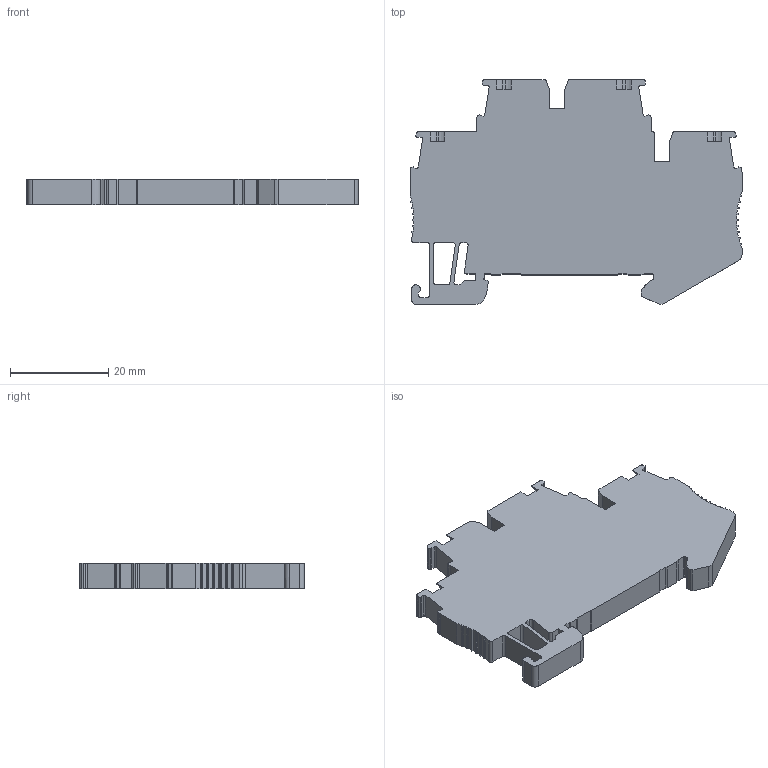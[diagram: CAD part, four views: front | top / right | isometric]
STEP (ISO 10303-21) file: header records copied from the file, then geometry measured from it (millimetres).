
FILE_DESCRIPTION((''),'2;1');
FILE_NAME('UJ5-2_5_2-2JD','2021-11-17T',('Administrator'),(''),'PRO/ENGINEER BY PARAMETRIC TECHNOLOGY CORPORATION, 2013230','PRO/ENGINEER BY PARAMETRIC TECHNOLOGY CORPORATION, 2013230','');
FILE_SCHEMA(('AUTOMOTIVE_DESIGN { 1 0 10303 214 1 1 1 1 }'));
Length unit declared in the file: millimetre
Products named in the file (1): UJ5-2_5_2-2JD
Bounding box: 67.6 x 45.8 x 5.2 mm (x, y, z)
Volume: 11478 mm3; surface area: 6566.4 mm2
Topology: 1 solids, 1 shells, 270 faces, 868 edges, 605 vertices
Faces by surface type: plane 175, cylinder 95
Entity records: 9797 total; most frequent: CARTESIAN_POINT 1745, ORIENTED_EDGE 1736, DIRECTION 1677, EDGE_CURVE 868, VERTEX_POINT 605, VECTOR 599, LINE 599, AXIS2_PLACEMENT_3D 539
